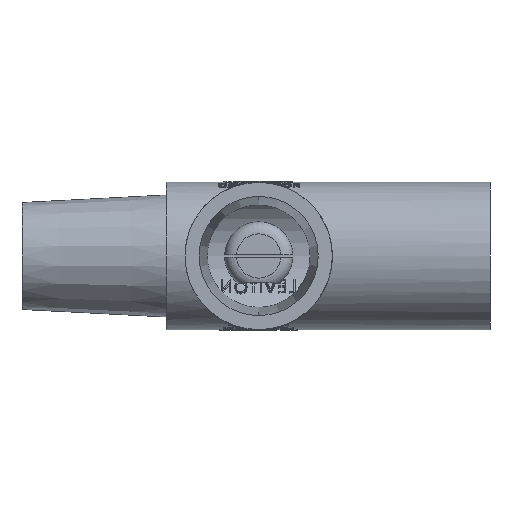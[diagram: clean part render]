
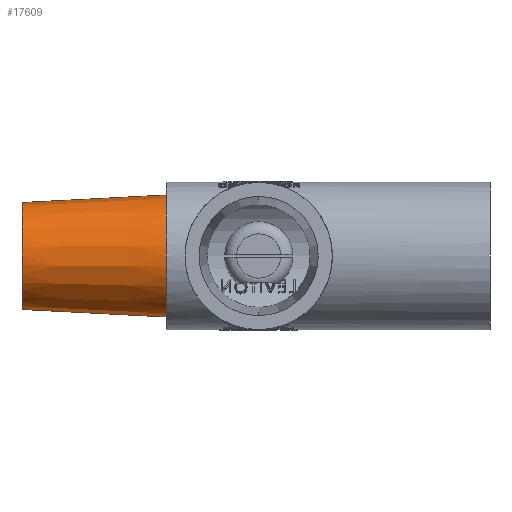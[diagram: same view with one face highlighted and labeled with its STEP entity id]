
A CAD part, front view. The second image highlights one B-rep face of the part: STEP entity #17609.
In plain terms, the highlighted conical face has half-angle 3 degrees and reference radius 15.557 mm.
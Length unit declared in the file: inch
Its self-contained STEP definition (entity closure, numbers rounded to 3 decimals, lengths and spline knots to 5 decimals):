
#3556 = EDGE_LOOP ( 'NONE', ( #67911, #57188, #19781, #12949 ) ) ;
#7031 = CONICAL_SURFACE ( 'NONE', #26219, 0.6125, 0.052 ) ;
#7513 = CARTESIAN_POINT ( 'NONE',  ( -0.927, 0., 0.6125 ) ) ;
#9425 = DIRECTION ( 'NONE',  ( 0.999, 0., -0.052 ) ) ;
#12949 = ORIENTED_EDGE ( 'NONE', *, *, #46681, .T. ) ;
#14392 = VECTOR ( 'NONE', #78148, 39.37008 ) ;
#16469 = DIRECTION ( 'NONE',  ( 0., 0., 1. ) ) ;
#17352 = CARTESIAN_POINT ( 'NONE',  ( -2.375, 0., 0. ) ) ;
#17609 = ADVANCED_FACE ( 'NONE', ( #40804 ), #7031, .T. ) ;
#17977 = EDGE_CURVE ( 'NONE', #36355, #87142, #87936, .T. ) ;
#18395 = AXIS2_PLACEMENT_3D ( 'NONE', #33655, #89963, #83014 ) ;
#19781 = ORIENTED_EDGE ( 'NONE', *, *, #58666, .T. ) ;
#24623 = VERTEX_POINT ( 'NONE', #32767 ) ;
#25939 = VERTEX_POINT ( 'NONE', #88141 ) ;
#26219 = AXIS2_PLACEMENT_3D ( 'NONE', #62865, #61942, #90139 ) ;
#32767 = CARTESIAN_POINT ( 'NONE',  ( -0.927, 0., -0.6125 ) ) ;
#33186 = CARTESIAN_POINT ( 'NONE',  ( -2.375, 0., -0.53661 ) ) ;
#33655 = CARTESIAN_POINT ( 'NONE',  ( -0.927, 0., 0. ) ) ;
#34666 = CIRCLE ( 'NONE', #18395, 0.6125 ) ;
#36284 = LINE ( 'NONE', #51887, #87442 ) ;
#36355 = VERTEX_POINT ( 'NONE', #33186 ) ;
#37061 = EDGE_CURVE ( 'NONE', #87142, #25939, #50003, .T. ) ;
#40804 = FACE_OUTER_BOUND ( 'NONE', #3556, .T. ) ;
#46681 = EDGE_CURVE ( 'NONE', #24623, #25939, #34666, .T. ) ;
#50003 = LINE ( 'NONE', #7513, #14392 ) ;
#51887 = CARTESIAN_POINT ( 'NONE',  ( -0.927, 0., -0.6125 ) ) ;
#57188 = ORIENTED_EDGE ( 'NONE', *, *, #17977, .F. ) ;
#57190 = AXIS2_PLACEMENT_3D ( 'NONE', #17352, #79686, #16469 ) ;
#58666 = EDGE_CURVE ( 'NONE', #36355, #24623, #36284, .T. ) ;
#61942 = DIRECTION ( 'NONE',  ( 1., 0., 0. ) ) ;
#62865 = CARTESIAN_POINT ( 'NONE',  ( -0.927, 0., 0. ) ) ;
#66418 = CARTESIAN_POINT ( 'NONE',  ( -2.375, 0., 0.53661 ) ) ;
#67911 = ORIENTED_EDGE ( 'NONE', *, *, #37061, .F. ) ;
#78148 = DIRECTION ( 'NONE',  ( 0.999, 0., 0.052 ) ) ;
#79686 = DIRECTION ( 'NONE',  ( -1., 0., 0. ) ) ;
#83014 = DIRECTION ( 'NONE',  ( 0., 0., 1. ) ) ;
#87142 = VERTEX_POINT ( 'NONE', #66418 ) ;
#87442 = VECTOR ( 'NONE', #9425, 39.37008 ) ;
#87936 = CIRCLE ( 'NONE', #57190, 0.53661 ) ;
#88141 = CARTESIAN_POINT ( 'NONE',  ( -0.927, 0., 0.6125 ) ) ;
#89963 = DIRECTION ( 'NONE',  ( -1., 0., 0. ) ) ;
#90139 = DIRECTION ( 'NONE',  ( 0., 0., -1. ) ) ;
